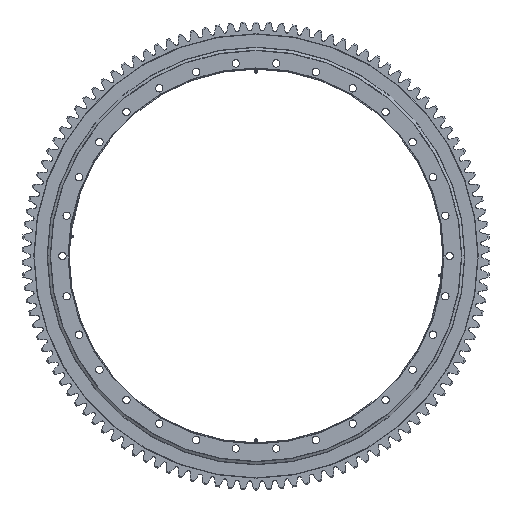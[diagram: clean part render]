
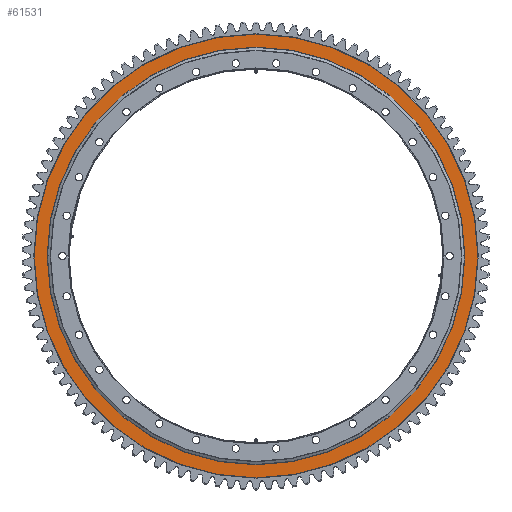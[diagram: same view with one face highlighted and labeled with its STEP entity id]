
A CAD part, top view. The second image highlights one B-rep face of the part: STEP entity #61531.
In plain terms, the highlighted face is planar.
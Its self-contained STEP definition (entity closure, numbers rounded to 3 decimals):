
#1739 = VERTEX_POINT ( 'NONE', #9447 ) ;
#2521 = VERTEX_POINT ( 'NONE', #30476 ) ;
#3534 = CARTESIAN_POINT ( 'NONE',  ( 0., 0., -36.5 ) ) ;
#8185 = EDGE_CURVE ( 'NONE', #2521, #60384, #53011, .T. ) ;
#8383 = DIRECTION ( 'NONE',  ( 1., 0., 0. ) ) ;
#8634 = ORIENTED_EDGE ( 'NONE', *, *, #59200, .T. ) ;
#9447 = CARTESIAN_POINT ( 'NONE',  ( 659., 0., -36.5 ) ) ;
#11218 = DIRECTION ( 'NONE',  ( 0., 0., -1. ) ) ;
#16980 = VERTEX_POINT ( 'NONE', #30886 ) ;
#17362 = AXIS2_PLACEMENT_3D ( 'NONE', #59446, #54804, #25682 ) ;
#18229 = CARTESIAN_POINT ( 'NONE',  ( -613.75, 0., -36.5 ) ) ;
#20801 = PLANE ( 'NONE',  #17362 ) ;
#22570 = ORIENTED_EDGE ( 'NONE', *, *, #8185, .T. ) ;
#22829 = DIRECTION ( 'NONE',  ( 0., 0., 1. ) ) ;
#23361 = ORIENTED_EDGE ( 'NONE', *, *, #61285, .T. ) ;
#23470 = DIRECTION ( 'NONE',  ( 0., 0., 1. ) ) ;
#25682 = DIRECTION ( 'NONE',  ( 1., 0., 0. ) ) ;
#30476 = CARTESIAN_POINT ( 'NONE',  ( 613.75, 0., -36.5 ) ) ;
#30886 = CARTESIAN_POINT ( 'NONE',  ( -659., 0., -36.5 ) ) ;
#31427 = EDGE_LOOP ( 'NONE', ( #46249, #22570 ) ) ;
#31544 = AXIS2_PLACEMENT_3D ( 'NONE', #3534, #37410, #8383 ) ;
#31682 = CIRCLE ( 'NONE', #50378, 613.75 ) ;
#31767 = FACE_OUTER_BOUND ( 'NONE', #46392, .T. ) ;
#33333 = FACE_BOUND ( 'NONE', #31427, .T. ) ;
#37410 = DIRECTION ( 'NONE',  ( 0., 0., -1. ) ) ;
#38822 = AXIS2_PLACEMENT_3D ( 'NONE', #40267, #11218, #45181 ) ;
#40267 = CARTESIAN_POINT ( 'NONE',  ( 0., 0., -36.5 ) ) ;
#44115 = CIRCLE ( 'NONE', #38822, 659. ) ;
#45181 = DIRECTION ( 'NONE',  ( 1., 0., 0. ) ) ;
#46249 = ORIENTED_EDGE ( 'NONE', *, *, #47155, .T. ) ;
#46392 = EDGE_LOOP ( 'NONE', ( #23361, #8634 ) ) ;
#47155 = EDGE_CURVE ( 'NONE', #60384, #2521, #31682, .T. ) ;
#50378 = AXIS2_PLACEMENT_3D ( 'NONE', #51923, #22829, #56805 ) ;
#50773 = AXIS2_PLACEMENT_3D ( 'NONE', #52574, #23470, #57453 ) ;
#51923 = CARTESIAN_POINT ( 'NONE',  ( 0., 0., -36.5 ) ) ;
#52574 = CARTESIAN_POINT ( 'NONE',  ( 0., 0., -36.5 ) ) ;
#53011 = CIRCLE ( 'NONE', #50773, 613.75 ) ;
#53894 = CIRCLE ( 'NONE', #31544, 659. ) ;
#54804 = DIRECTION ( 'NONE',  ( 0., 0., 1. ) ) ;
#56805 = DIRECTION ( 'NONE',  ( 1., 0., 0. ) ) ;
#57453 = DIRECTION ( 'NONE',  ( 1., 0., 0. ) ) ;
#59200 = EDGE_CURVE ( 'NONE', #16980, #1739, #44115, .T. ) ;
#59446 = CARTESIAN_POINT ( 'NONE',  ( 0., 0., -36.5 ) ) ;
#60384 = VERTEX_POINT ( 'NONE', #18229 ) ;
#61285 = EDGE_CURVE ( 'NONE', #1739, #16980, #53894, .T. ) ;
#61531 = ADVANCED_FACE ( 'NONE', ( #31767, #33333 ), #20801, .F. ) ;
